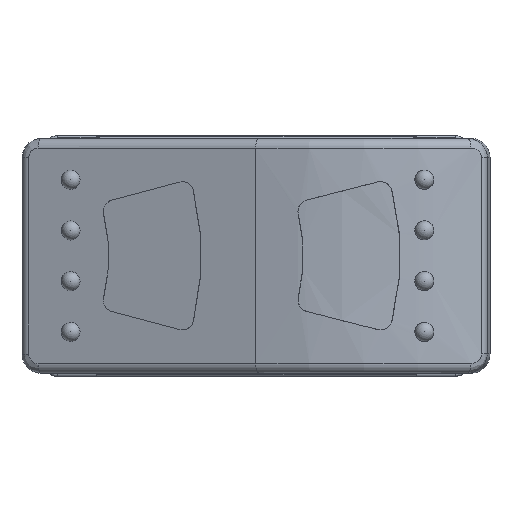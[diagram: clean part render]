
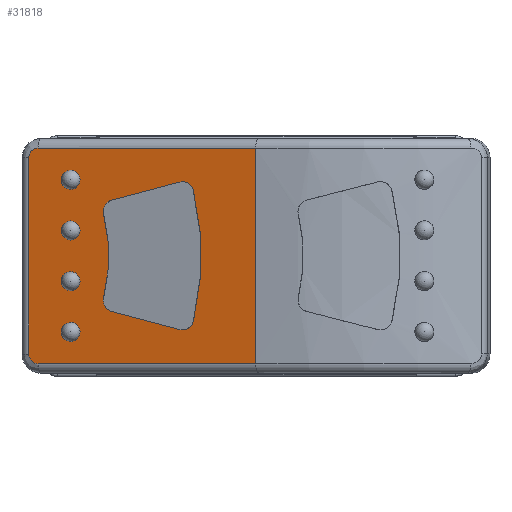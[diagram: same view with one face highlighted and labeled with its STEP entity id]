
A CAD part, top view. The second image highlights one B-rep face of the part: STEP entity #31818.
In plain terms, the highlighted planar face has unit normal (-0.292, 0, 0.956).
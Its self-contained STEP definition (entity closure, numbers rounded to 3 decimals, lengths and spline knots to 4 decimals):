
#369=ELLIPSE('',#34106,0.1212,0.12);
#370=ELLIPSE('',#34109,0.1212,0.12);
#371=ELLIPSE('',#34111,2.8284,2.8);
#372=ELLIPSE('',#34113,1.8183,1.8);
#373=ELLIPSE('',#34115,0.1212,0.12);
#374=ELLIPSE('',#34118,0.1212,0.12);
#382=ELLIPSE('',#34182,0.101,0.1);
#385=ELLIPSE('',#34190,0.101,0.1);
#508=FACE_BOUND('',#10484,.T.);
#509=FACE_BOUND('',#10485,.T.);
#510=FACE_BOUND('',#10486,.T.);
#511=FACE_BOUND('',#10487,.T.);
#512=FACE_BOUND('',#10488,.T.);
#1783=LINE('',#49695,#4819);
#1788=LINE('',#49714,#4824);
#1798=LINE('',#50050,#4834);
#1821=LINE('',#50304,#4857);
#1823=LINE('',#50340,#4859);
#1824=LINE('',#50342,#4860);
#4819=VECTOR('',#38495,1.);
#4824=VECTOR('',#38518,1.);
#4834=VECTOR('',#38574,1.);
#4857=VECTOR('',#38691,1.);
#4859=VECTOR('',#38705,1.);
#4860=VECTOR('',#38708,1.);
#7344=PLANE('',#34219);
#8626=FACE_OUTER_BOUND('',#10483,.T.);
#10483=EDGE_LOOP('',(#24503,#24504,#24505,#24506,#24507,#24508));
#10484=EDGE_LOOP('',(#24509,#24510,#24511,#24512,#24513,#24514,#24515,#24516));
#10485=EDGE_LOOP('',(#24517));
#10486=EDGE_LOOP('',(#24518));
#10487=EDGE_LOOP('',(#24519));
#10488=EDGE_LOOP('',(#24520));
#12125=CIRCLE('',#34144,0.1);
#12127=CIRCLE('',#34147,0.1);
#12129=CIRCLE('',#34150,0.1);
#12131=CIRCLE('',#34153,0.1);
#14309=VERTEX_POINT('',#49687);
#14310=VERTEX_POINT('',#49689);
#14311=VERTEX_POINT('',#49693);
#14312=VERTEX_POINT('',#49697);
#14313=VERTEX_POINT('',#49701);
#14314=VERTEX_POINT('',#49705);
#14315=VERTEX_POINT('',#49709);
#14316=VERTEX_POINT('',#49713);
#14344=VERTEX_POINT('',#50047);
#14345=VERTEX_POINT('',#50049);
#14351=VERTEX_POINT('',#50111);
#14353=VERTEX_POINT('',#50116);
#14355=VERTEX_POINT('',#50121);
#14357=VERTEX_POINT('',#50126);
#14380=VERTEX_POINT('',#50294);
#14381=VERTEX_POINT('',#50296);
#14383=VERTEX_POINT('',#50330);
#14385=VERTEX_POINT('',#50334);
#17957=EDGE_CURVE('',#14310,#14309,#369,.T.);
#17960=EDGE_CURVE('',#14309,#14311,#1783,.T.);
#17962=EDGE_CURVE('',#14311,#14312,#370,.T.);
#17964=EDGE_CURVE('',#14312,#14313,#371,.T.);
#17965=EDGE_CURVE('',#14314,#14310,#372,.T.);
#17967=EDGE_CURVE('',#14315,#14314,#373,.T.);
#17969=EDGE_CURVE('',#14316,#14315,#1788,.T.);
#17971=EDGE_CURVE('',#14313,#14316,#374,.T.);
#18007=EDGE_CURVE('',#14344,#14345,#1798,.T.);
#18014=EDGE_CURVE('',#14351,#14351,#12125,.T.);
#18016=EDGE_CURVE('',#14353,#14353,#12127,.T.);
#18018=EDGE_CURVE('',#14355,#14355,#12129,.T.);
#18020=EDGE_CURVE('',#14357,#14357,#12131,.T.);
#18061=EDGE_CURVE('',#14380,#14381,#382,.T.);
#18065=EDGE_CURVE('',#14345,#14380,#1821,.T.);
#18069=EDGE_CURVE('',#14385,#14383,#385,.T.);
#18071=EDGE_CURVE('',#14383,#14344,#1823,.T.);
#18072=EDGE_CURVE('',#14381,#14385,#1824,.T.);
#24503=ORIENTED_EDGE('',*,*,#18061,.F.);
#24504=ORIENTED_EDGE('',*,*,#18065,.F.);
#24505=ORIENTED_EDGE('',*,*,#18007,.F.);
#24506=ORIENTED_EDGE('',*,*,#18071,.F.);
#24507=ORIENTED_EDGE('',*,*,#18069,.F.);
#24508=ORIENTED_EDGE('',*,*,#18072,.F.);
#24509=ORIENTED_EDGE('',*,*,#17957,.T.);
#24510=ORIENTED_EDGE('',*,*,#17960,.T.);
#24511=ORIENTED_EDGE('',*,*,#17962,.T.);
#24512=ORIENTED_EDGE('',*,*,#17964,.T.);
#24513=ORIENTED_EDGE('',*,*,#17971,.T.);
#24514=ORIENTED_EDGE('',*,*,#17969,.T.);
#24515=ORIENTED_EDGE('',*,*,#17967,.T.);
#24516=ORIENTED_EDGE('',*,*,#17965,.T.);
#24517=ORIENTED_EDGE('',*,*,#18014,.T.);
#24518=ORIENTED_EDGE('',*,*,#18020,.T.);
#24519=ORIENTED_EDGE('',*,*,#18018,.T.);
#24520=ORIENTED_EDGE('',*,*,#18016,.T.);
#31818=ADVANCED_FACE('',(#8626,#508,#509,#510,#511,#512),#7344,.T.);
#34106=AXIS2_PLACEMENT_3D('',#49690,#38489,#38490);
#34109=AXIS2_PLACEMENT_3D('',#49699,#38499,#38500);
#34111=AXIS2_PLACEMENT_3D('',#49703,#38504,#38505);
#34113=AXIS2_PLACEMENT_3D('',#49706,#38508,#38509);
#34115=AXIS2_PLACEMENT_3D('',#49710,#38513,#38514);
#34118=AXIS2_PLACEMENT_3D('',#49717,#38522,#38523);
#34144=AXIS2_PLACEMENT_3D('',#50112,#38584,#38585);
#34147=AXIS2_PLACEMENT_3D('',#50117,#38590,#38591);
#34150=AXIS2_PLACEMENT_3D('',#50122,#38596,#38597);
#34153=AXIS2_PLACEMENT_3D('',#50127,#38602,#38603);
#34182=AXIS2_PLACEMENT_3D('',#50297,#38680,#38681);
#34190=AXIS2_PLACEMENT_3D('',#50336,#38698,#38699);
#34219=AXIS2_PLACEMENT_3D('',#50393,#38774,#38775);
#38489=DIRECTION('center_axis',(0.292,0.,
-0.956));
#38490=DIRECTION('ref_axis',(-0.956,0.,-0.292));
#38495=DIRECTION('',(0.927,0.247,0.283));
#38499=DIRECTION('center_axis',(0.292,0.,
-0.956));
#38500=DIRECTION('ref_axis',(0.956,0.,0.292));
#38504=DIRECTION('center_axis',(0.292,0.,
-0.956));
#38505=DIRECTION('ref_axis',(0.956,0.,0.292));
#38508=DIRECTION('center_axis',(-0.292,0.,
0.956));
#38509=DIRECTION('ref_axis',(-0.956,0.,-0.292));
#38513=DIRECTION('center_axis',(0.292,0.,
-0.956));
#38514=DIRECTION('ref_axis',(-0.956,0.,-0.292));
#38518=DIRECTION('',(-0.927,0.247,-0.283));
#38522=DIRECTION('center_axis',(0.292,0.,
-0.956));
#38523=DIRECTION('ref_axis',(-0.956,0.,-0.292));
#38574=DIRECTION('',(0.,-1.,0.));
#38584=DIRECTION('center_axis',(0.292,0.,
-0.956));
#38585=DIRECTION('ref_axis',(-0.956,0.,-0.292));
#38590=DIRECTION('center_axis',(0.292,0.,
-0.956));
#38591=DIRECTION('ref_axis',(-0.956,0.,-0.292));
#38596=DIRECTION('center_axis',(0.292,0.,
-0.956));
#38597=DIRECTION('ref_axis',(-0.956,0.,-0.292));
#38602=DIRECTION('center_axis',(0.292,0.,
-0.956));
#38603=DIRECTION('ref_axis',(-0.956,0.,-0.292));
#38680=DIRECTION('center_axis',(0.292,0.,
-0.956));
#38681=DIRECTION('ref_axis',(-0.956,0.,-0.292));
#38691=DIRECTION('',(-0.956,0.,-0.292));
#38698=DIRECTION('center_axis',(0.292,0.,
-0.956));
#38699=DIRECTION('ref_axis',(-0.956,0.,-0.292));
#38705=DIRECTION('',(0.956,0.,0.292));
#38708=DIRECTION('',(0.,1.,0.));
#38774=DIRECTION('center_axis',(-0.292,0.,
0.956));
#38775=DIRECTION('ref_axis',(0.,-1.,0.));
#49687=CARTESIAN_POINT('',(-1.5111,0.5807,3.72));
#49689=CARTESIAN_POINT('',(-1.5947,0.4355,3.6945));
#49690=CARTESIAN_POINT('Origin',(-1.4822,0.4645,3.7288));
#49693=CARTESIAN_POINT('',(-0.8001,0.7705,3.9371));
#49695=CARTESIAN_POINT('',(-1.2824,0.6418,3.7898));
#49697=CARTESIAN_POINT('',(-0.6588,0.6836,3.9802));
#49699=CARTESIAN_POINT('Origin',(-0.7712,0.6543,3.9459));
#49701=CARTESIAN_POINT('',(-0.6588,-0.6836,3.9802));
#49703=CARTESIAN_POINT('Origin',(-3.282,0.,
3.1792));
#49705=CARTESIAN_POINT('',(-1.5947,-0.4355,3.6945));
#49706=CARTESIAN_POINT('Origin',(-3.282,0.,
3.1792));
#49709=CARTESIAN_POINT('',(-1.5111,-0.5807,3.72));
#49710=CARTESIAN_POINT('Origin',(-1.4822,-0.4645,3.7288));
#49713=CARTESIAN_POINT('',(-0.8001,-0.7705,3.9371));
#49714=CARTESIAN_POINT('',(-1.6313,-0.5486,3.6833));
#49717=CARTESIAN_POINT('Origin',(-0.7712,-0.6543,3.9459));
#50047=CARTESIAN_POINT('',(-0.0066,1.125,4.1794));
#50049=CARTESIAN_POINT('',(-0.0066,-1.125,4.1794));
#50050=CARTESIAN_POINT('',(-0.0066,0.,4.1794));
#50111=CARTESIAN_POINT('',(-2.034,0.795,3.5603));
#50112=CARTESIAN_POINT('Origin',(-1.9384,0.795,3.5895));
#50116=CARTESIAN_POINT('',(-2.034,-0.795,3.5603));
#50117=CARTESIAN_POINT('Origin',(-1.9384,-0.795,3.5895));
#50121=CARTESIAN_POINT('',(-2.034,-0.265,3.5603));
#50122=CARTESIAN_POINT('Origin',(-1.9384,-0.265,3.5895));
#50126=CARTESIAN_POINT('',(-2.034,0.265,3.5603));
#50127=CARTESIAN_POINT('Origin',(-1.9384,0.265,3.5895));
#50294=CARTESIAN_POINT('',(-2.2813,-1.125,3.4848));
#50296=CARTESIAN_POINT('',(-2.3779,-1.025,3.4553));
#50297=CARTESIAN_POINT('Origin',(-2.2813,-1.025,3.4848));
#50304=CARTESIAN_POINT('',(-1.3206,-1.125,3.7782));
#50330=CARTESIAN_POINT('',(-2.2813,1.125,3.4848));
#50334=CARTESIAN_POINT('',(-2.3779,1.025,3.4553));
#50336=CARTESIAN_POINT('Origin',(-2.2813,1.025,3.4848));
#50340=CARTESIAN_POINT('',(-1.3206,1.125,3.7782));
#50342=CARTESIAN_POINT('',(-2.3779,0.,3.4553));
#50393=CARTESIAN_POINT('Origin',(-2.4608,0.,
3.43));
